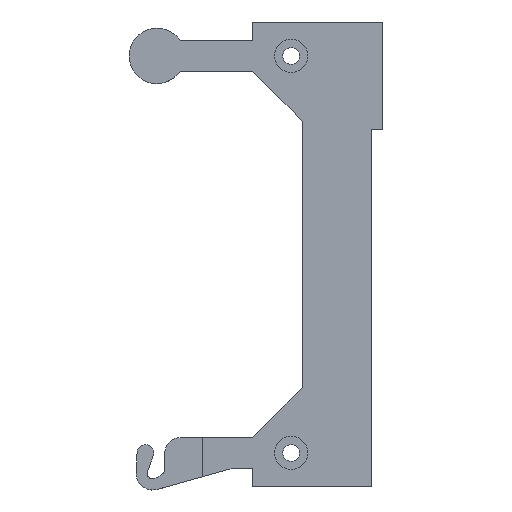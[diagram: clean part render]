
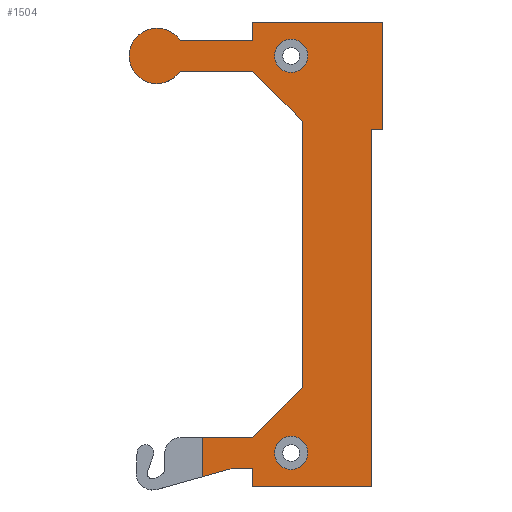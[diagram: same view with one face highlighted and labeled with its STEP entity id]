
A CAD part, top view. The second image highlights one B-rep face of the part: STEP entity #1504.
In plain terms, the highlighted planar face has unit normal (0, 0, 1).
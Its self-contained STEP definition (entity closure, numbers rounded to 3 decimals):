
#22 = VERTEX_POINT('',#23);
#23 = CARTESIAN_POINT('',(23.,0.,0.));
#39 = EDGE_CURVE('',#22,#22,#40,.T.);
#40 = CIRCLE('',#41,3.);
#41 = AXIS2_PLACEMENT_3D('',#42,#43,#44);
#42 = CARTESIAN_POINT('',(20.,0.,0.));
#43 = DIRECTION('',(0.,0.,1.));
#44 = DIRECTION('',(1.,0.,0.));
#99 = VERTEX_POINT('',#100);
#100 = CARTESIAN_POINT('',(13.,77.6,0.));
#117 = VERTEX_POINT('',#118);
#118 = CARTESIAN_POINT('',(13.,74.25,0.));
#124 = EDGE_CURVE('',#99,#117,#125,.T.);
#125 = LINE('',#126,#127);
#126 = CARTESIAN_POINT('',(13.,77.6,0.));
#127 = VECTOR('',#128,1.);
#128 = DIRECTION('',(-0.,-1.,-0.));
#147 = EDGE_CURVE('',#148,#117,#150,.T.);
#148 = VERTEX_POINT('',#149);
#149 = CARTESIAN_POINT('',(0.,74.25,0.));
#150 = LINE('',#151,#152);
#151 = CARTESIAN_POINT('',(0.,74.25,0.));
#152 = VECTOR('',#153,1.);
#153 = DIRECTION('',(1.,0.,0.));
#196 = VERTEX_POINT('',#197);
#197 = CARTESIAN_POINT('',(0.,68.75,0.));
#203 = EDGE_CURVE('',#148,#196,#204,.T.);
#204 = CIRCLE('',#205,5.);
#205 = AXIS2_PLACEMENT_3D('',#206,#207,#208);
#206 = CARTESIAN_POINT('',(-4.176,71.5,0.));
#207 = DIRECTION('',(0.,0.,1.));
#208 = DIRECTION('',(1.,0.,0.));
#243 = EDGE_CURVE('',#244,#196,#246,.T.);
#244 = VERTEX_POINT('',#245);
#245 = CARTESIAN_POINT('',(13.,68.75,0.));
#246 = LINE('',#247,#248);
#247 = CARTESIAN_POINT('',(13.,68.75,0.));
#248 = VECTOR('',#249,1.);
#249 = DIRECTION('',(-1.,-0.,-0.));
#275 = VERTEX_POINT('',#276);
#276 = CARTESIAN_POINT('',(22.,59.75,0.));
#282 = EDGE_CURVE('',#244,#275,#283,.T.);
#283 = LINE('',#284,#285);
#284 = CARTESIAN_POINT('',(13.,68.75,0.));
#285 = VECTOR('',#286,1.);
#286 = DIRECTION('',(0.707,-0.707,0.));
#306 = VERTEX_POINT('',#307);
#307 = CARTESIAN_POINT('',(22.,11.75,0.));
#313 = EDGE_CURVE('',#275,#306,#314,.T.);
#314 = LINE('',#315,#316);
#315 = CARTESIAN_POINT('',(22.,59.75,0.));
#316 = VECTOR('',#317,1.);
#317 = DIRECTION('',(-0.,-1.,-0.));
#337 = VERTEX_POINT('',#338);
#338 = CARTESIAN_POINT('',(13.,2.75,0.));
#344 = EDGE_CURVE('',#306,#337,#345,.T.);
#345 = LINE('',#346,#347);
#346 = CARTESIAN_POINT('',(22.,11.75,0.));
#347 = VECTOR('',#348,1.);
#348 = DIRECTION('',(-0.707,-0.707,-0.));
#367 = EDGE_CURVE('',#368,#337,#370,.T.);
#368 = VERTEX_POINT('',#369);
#369 = CARTESIAN_POINT('',(4.,2.75,0.));
#370 = LINE('',#371,#372);
#371 = CARTESIAN_POINT('',(0.,2.75,0.));
#372 = VECTOR('',#373,1.);
#373 = DIRECTION('',(1.,0.,0.));
#421 = EDGE_CURVE('',#422,#368,#424,.T.);
#422 = VERTEX_POINT('',#423);
#423 = CARTESIAN_POINT('',(4.,-4.281,0.));
#424 = LINE('',#425,#426);
#425 = CARTESIAN_POINT('',(4.,-10.,0.));
#426 = VECTOR('',#427,1.);
#427 = DIRECTION('',(0.,1.,0.));
#477 = VERTEX_POINT('',#478);
#478 = CARTESIAN_POINT('',(8.918,-2.899,0.));
#484 = EDGE_CURVE('',#422,#477,#485,.T.);
#485 = LINE('',#486,#487);
#486 = CARTESIAN_POINT('',(-4.115,-6.562,0.));
#487 = VECTOR('',#488,1.);
#488 = DIRECTION('',(0.963,0.271,0.));
#500 = VERTEX_POINT('',#501);
#501 = CARTESIAN_POINT('',(10.,-2.75,0.));
#517 = EDGE_CURVE('',#500,#477,#518,.T.);
#518 = CIRCLE('',#519,4.);
#519 = AXIS2_PLACEMENT_3D('',#520,#521,#522);
#520 = CARTESIAN_POINT('',(10.,-6.75,0.));
#521 = DIRECTION('',(0.,0.,1.));
#522 = DIRECTION('',(1.,0.,0.));
#557 = EDGE_CURVE('',#558,#500,#560,.T.);
#558 = VERTEX_POINT('',#559);
#559 = CARTESIAN_POINT('',(13.,-2.75,0.));
#560 = LINE('',#561,#562);
#561 = CARTESIAN_POINT('',(13.,-2.75,0.));
#562 = VECTOR('',#563,1.);
#563 = DIRECTION('',(-1.,-0.,-0.));
#580 = VERTEX_POINT('',#581);
#581 = CARTESIAN_POINT('',(13.,-6.1,0.));
#596 = EDGE_CURVE('',#580,#558,#597,.T.);
#597 = LINE('',#598,#599);
#598 = CARTESIAN_POINT('',(13.,-6.1,0.));
#599 = VECTOR('',#600,1.);
#600 = DIRECTION('',(0.,1.,0.));
#611 = VERTEX_POINT('',#612);
#612 = CARTESIAN_POINT('',(34.5,-6.1,0.));
#627 = EDGE_CURVE('',#611,#580,#628,.T.);
#628 = LINE('',#629,#630);
#629 = CARTESIAN_POINT('',(34.5,-6.1,0.));
#630 = VECTOR('',#631,1.);
#631 = DIRECTION('',(-1.,-0.,-0.));
#641 = EDGE_CURVE('',#642,#611,#644,.T.);
#642 = VERTEX_POINT('',#643);
#643 = CARTESIAN_POINT('',(34.5,58.19,0.));
#644 = LINE('',#645,#646);
#645 = CARTESIAN_POINT('',(34.5,77.6,0.));
#646 = VECTOR('',#647,1.);
#647 = DIRECTION('',(-0.,-1.,-0.));
#672 = EDGE_CURVE('',#673,#99,#675,.T.);
#673 = VERTEX_POINT('',#674);
#674 = CARTESIAN_POINT('',(36.5,77.6,0.));
#675 = LINE('',#676,#677);
#676 = CARTESIAN_POINT('',(36.5,77.6,0.));
#677 = VECTOR('',#678,1.);
#678 = DIRECTION('',(-1.,0.,0.));
#830 = VERTEX_POINT('',#831);
#831 = CARTESIAN_POINT('',(23.,71.5,0.));
#847 = EDGE_CURVE('',#830,#830,#848,.T.);
#848 = CIRCLE('',#849,3.);
#849 = AXIS2_PLACEMENT_3D('',#850,#851,#852);
#850 = CARTESIAN_POINT('',(20.,71.5,0.));
#851 = DIRECTION('',(0.,0.,1.));
#852 = DIRECTION('',(1.,0.,0.));
#1140 = EDGE_CURVE('',#642,#1141,#1143,.T.);
#1141 = VERTEX_POINT('',#1142);
#1142 = CARTESIAN_POINT('',(36.5,58.19,0.));
#1143 = LINE('',#1144,#1145);
#1144 = CARTESIAN_POINT('',(34.5,58.19,0.));
#1145 = VECTOR('',#1146,1.);
#1146 = DIRECTION('',(1.,0.,0.));
#1504 = ADVANCED_FACE('',(#1505,#1530,#1533),#1536,.T.);
#1505 = FACE_BOUND('',#1506,.T.);
#1506 = EDGE_LOOP('',(#1507,#1508,#1509,#1510,#1511,#1512,#1513,#1514,
    #1515,#1516,#1517,#1518,#1519,#1520,#1521,#1522,#1523,#1529));
#1507 = ORIENTED_EDGE('',*,*,#124,.T.);
#1508 = ORIENTED_EDGE('',*,*,#147,.F.);
#1509 = ORIENTED_EDGE('',*,*,#203,.T.);
#1510 = ORIENTED_EDGE('',*,*,#243,.F.);
#1511 = ORIENTED_EDGE('',*,*,#282,.T.);
#1512 = ORIENTED_EDGE('',*,*,#313,.T.);
#1513 = ORIENTED_EDGE('',*,*,#344,.T.);
#1514 = ORIENTED_EDGE('',*,*,#367,.F.);
#1515 = ORIENTED_EDGE('',*,*,#421,.F.);
#1516 = ORIENTED_EDGE('',*,*,#484,.T.);
#1517 = ORIENTED_EDGE('',*,*,#517,.F.);
#1518 = ORIENTED_EDGE('',*,*,#557,.F.);
#1519 = ORIENTED_EDGE('',*,*,#596,.F.);
#1520 = ORIENTED_EDGE('',*,*,#627,.F.);
#1521 = ORIENTED_EDGE('',*,*,#641,.F.);
#1522 = ORIENTED_EDGE('',*,*,#1140,.T.);
#1523 = ORIENTED_EDGE('',*,*,#1524,.F.);
#1524 = EDGE_CURVE('',#673,#1141,#1525,.T.);
#1525 = LINE('',#1526,#1527);
#1526 = CARTESIAN_POINT('',(36.5,76.,0.));
#1527 = VECTOR('',#1528,1.);
#1528 = DIRECTION('',(0.,-1.,0.));
#1529 = ORIENTED_EDGE('',*,*,#672,.T.);
#1530 = FACE_BOUND('',#1531,.T.);
#1531 = EDGE_LOOP('',(#1532));
#1532 = ORIENTED_EDGE('',*,*,#39,.F.);
#1533 = FACE_BOUND('',#1534,.T.);
#1534 = EDGE_LOOP('',(#1535));
#1535 = ORIENTED_EDGE('',*,*,#847,.F.);
#1536 = PLANE('',#1537);
#1537 = AXIS2_PLACEMENT_3D('',#1538,#1539,#1540);
#1538 = CARTESIAN_POINT('',(20.785,39.099,0.));
#1539 = DIRECTION('',(0.,0.,1.));
#1540 = DIRECTION('',(1.,0.,-0.));
